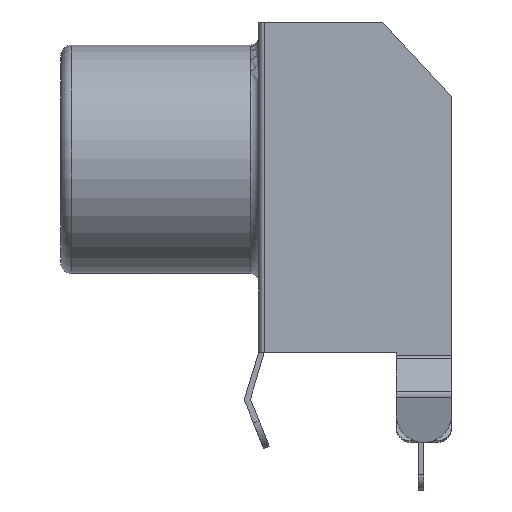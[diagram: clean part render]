
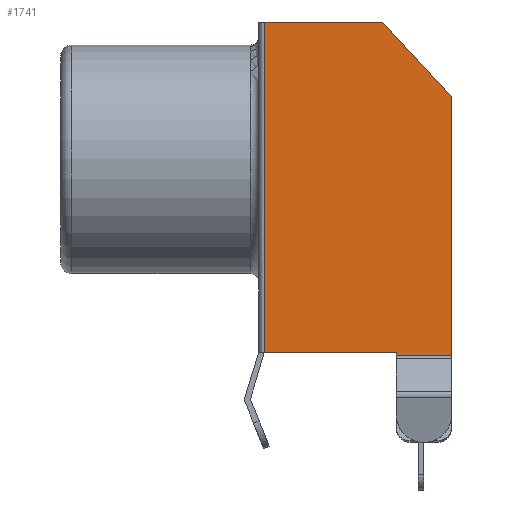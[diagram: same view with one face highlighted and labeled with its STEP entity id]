
A CAD part, left-side view. The second image highlights one B-rep face of the part: STEP entity #1741.
In plain terms, the highlighted planar face has unit normal (-1, 0, 0).
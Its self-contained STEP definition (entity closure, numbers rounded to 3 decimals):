
#190=FACE_OUTER_BOUND('',#286,.T.);
#286=EDGE_LOOP('',(#1453,#1454,#1455,#1456,#1457,#1458,#1459));
#436=LINE('',#2866,#620);
#462=LINE('',#2929,#646);
#463=LINE('',#2932,#647);
#469=LINE('',#2943,#653);
#470=LINE('',#2945,#654);
#471=LINE('',#2947,#655);
#472=LINE('',#2948,#656);
#620=VECTOR('',#2224,10.);
#646=VECTOR('',#2286,10.);
#647=VECTOR('',#2289,10.);
#653=VECTOR('',#2297,10.);
#654=VECTOR('',#2298,10.);
#655=VECTOR('',#2299,10.);
#656=VECTOR('',#2300,10.);
#789=VERTEX_POINT('',#2863);
#790=VERTEX_POINT('',#2865);
#809=VERTEX_POINT('',#2926);
#810=VERTEX_POINT('',#2931);
#814=VERTEX_POINT('',#2942);
#815=VERTEX_POINT('',#2944);
#816=VERTEX_POINT('',#2946);
#1004=EDGE_CURVE('',#790,#789,#436,.T.);
#1037=EDGE_CURVE('',#790,#809,#462,.T.);
#1038=EDGE_CURVE('',#809,#810,#463,.T.);
#1044=EDGE_CURVE('',#814,#789,#469,.T.);
#1045=EDGE_CURVE('',#815,#814,#470,.T.);
#1046=EDGE_CURVE('',#815,#816,#471,.T.);
#1047=EDGE_CURVE('',#816,#810,#472,.T.);
#1453=ORIENTED_EDGE('',*,*,#1037,.F.);
#1454=ORIENTED_EDGE('',*,*,#1004,.T.);
#1455=ORIENTED_EDGE('',*,*,#1044,.F.);
#1456=ORIENTED_EDGE('',*,*,#1045,.F.);
#1457=ORIENTED_EDGE('',*,*,#1046,.T.);
#1458=ORIENTED_EDGE('',*,*,#1047,.T.);
#1459=ORIENTED_EDGE('',*,*,#1038,.F.);
#1658=PLANE('',#1889);
#1741=ADVANCED_FACE('',(#190),#1658,.T.);
#1889=AXIS2_PLACEMENT_3D('',#2941,#2295,#2296);
#2224=DIRECTION('',(0.,-1.,0.));
#2286=DIRECTION('',(0.,0.,1.));
#2289=DIRECTION('',(0.,-1.,0.));
#2295=DIRECTION('center_axis',(-1.,0.,0.));
#2296=DIRECTION('ref_axis',(0.,-1.,0.));
#2297=DIRECTION('',(0.,0.,1.));
#2298=DIRECTION('',(0.,1.,0.));
#2299=DIRECTION('',(0.,0.,1.));
#2300=DIRECTION('',(0.,0.677,0.736));
#2863=CARTESIAN_POINT('',(11.,2.,0.));
#2865=CARTESIAN_POINT('',(11.,6.8,0.));
#2866=CARTESIAN_POINT('',(11.,7.,0.));
#2926=CARTESIAN_POINT('',(11.,6.8,12.));
#2929=CARTESIAN_POINT('',(11.,6.8,0.));
#2931=CARTESIAN_POINT('',(11.,2.5,12.));
#2932=CARTESIAN_POINT('',(11.,7.,12.));
#2941=CARTESIAN_POINT('Origin',(11.,7.,0.));
#2942=CARTESIAN_POINT('',(11.,2.,-0.101));
#2943=CARTESIAN_POINT('',(11.,2.,0.));
#2944=CARTESIAN_POINT('',(11.,0.,-0.101));
#2945=CARTESIAN_POINT('',(11.,3.5,-0.101));
#2946=CARTESIAN_POINT('',(11.,0.,9.282));
#2947=CARTESIAN_POINT('',(11.,0.,0.));
#2948=CARTESIAN_POINT('',(11.,0.542,9.871));
